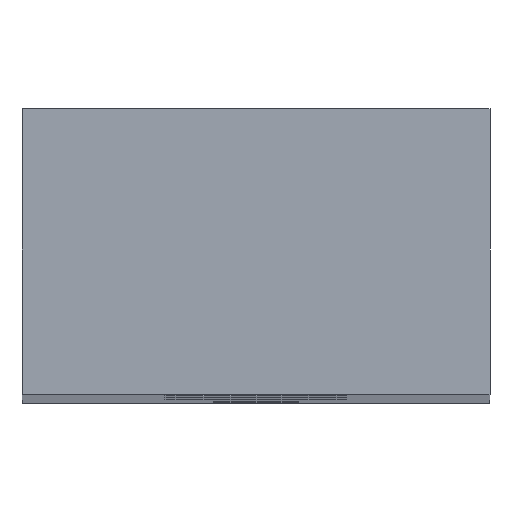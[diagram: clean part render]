
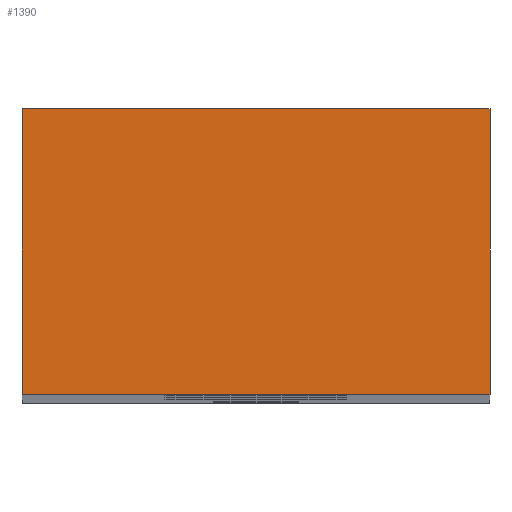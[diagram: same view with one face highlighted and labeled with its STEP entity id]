
A CAD part, top view. The second image highlights one B-rep face of the part: STEP entity #1390.
In plain terms, the highlighted planar face has unit normal (0, 0, 1).
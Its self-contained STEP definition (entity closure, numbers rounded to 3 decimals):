
#33 = ORIENTED_EDGE ( 'NONE', *, *, #1282, .T. ) ;
#73 = CARTESIAN_POINT ( 'NONE',  ( 0., 0., 99. ) ) ;
#84 = ORIENTED_EDGE ( 'NONE', *, *, #259, .F. ) ;
#97 = DIRECTION ( 'NONE',  ( 0., 0., -1. ) ) ;
#107 = CARTESIAN_POINT ( 'NONE',  ( 9., 0., 99. ) ) ;
#143 = LINE ( 'NONE', #969, #664 ) ;
#147 = ORIENTED_EDGE ( 'NONE', *, *, #1181, .T. ) ;
#168 = LINE ( 'NONE', #73, #720 ) ;
#176 = ORIENTED_EDGE ( 'NONE', *, *, #390, .T. ) ;
#178 = EDGE_LOOP ( 'NONE', ( #176, #84, #33, #147 ) ) ;
#259 = EDGE_CURVE ( 'NONE', #481, #867, #143, .T. ) ;
#286 = DIRECTION ( 'NONE',  ( 1., 0., 0. ) ) ;
#307 = DIRECTION ( 'NONE',  ( -1., 0., 0. ) ) ;
#318 = AXIS2_PLACEMENT_3D ( 'NONE', #981, #97, #307 ) ;
#344 = VERTEX_POINT ( 'NONE', #107 ) ;
#385 = VECTOR ( 'NONE', #489, 1000. ) ;
#390 = EDGE_CURVE ( 'NONE', #344, #867, #708, .T. ) ;
#453 = FACE_OUTER_BOUND ( 'NONE', #178, .T. ) ;
#481 = VERTEX_POINT ( 'NONE', #1018 ) ;
#489 = DIRECTION ( 'NONE',  ( 0., -1., 0. ) ) ;
#502 = DIRECTION ( 'NONE',  ( 1., 0., 0. ) ) ;
#583 = LINE ( 'NONE', #1169, #385 ) ;
#664 = VECTOR ( 'NONE', #286, 1000. ) ;
#708 = LINE ( 'NONE', #1242, #1053 ) ;
#720 = VECTOR ( 'NONE', #502, 1000. ) ;
#746 = PLANE ( 'NONE',  #318 ) ;
#766 = CARTESIAN_POINT ( 'NONE',  ( 9., 5.5, 99. ) ) ;
#789 = DIRECTION ( 'NONE',  ( 0., 1., 0. ) ) ;
#867 = VERTEX_POINT ( 'NONE', #766 ) ;
#969 = CARTESIAN_POINT ( 'NONE',  ( 0., 5.5, 99. ) ) ;
#981 = CARTESIAN_POINT ( 'NONE',  ( 0., 5.5, 99. ) ) ;
#1018 = CARTESIAN_POINT ( 'NONE',  ( 0., 5.5, 99. ) ) ;
#1053 = VECTOR ( 'NONE', #789, 1000. ) ;
#1154 = VERTEX_POINT ( 'NONE', #1382 ) ;
#1169 = CARTESIAN_POINT ( 'NONE',  ( 0., 5.5, 99. ) ) ;
#1181 = EDGE_CURVE ( 'NONE', #1154, #344, #168, .T. ) ;
#1242 = CARTESIAN_POINT ( 'NONE',  ( 9., 5.5, 99. ) ) ;
#1282 = EDGE_CURVE ( 'NONE', #481, #1154, #583, .T. ) ;
#1382 = CARTESIAN_POINT ( 'NONE',  ( 0., 0., 99. ) ) ;
#1390 = ADVANCED_FACE ( 'NONE', ( #453 ), #746, .F. ) ;
